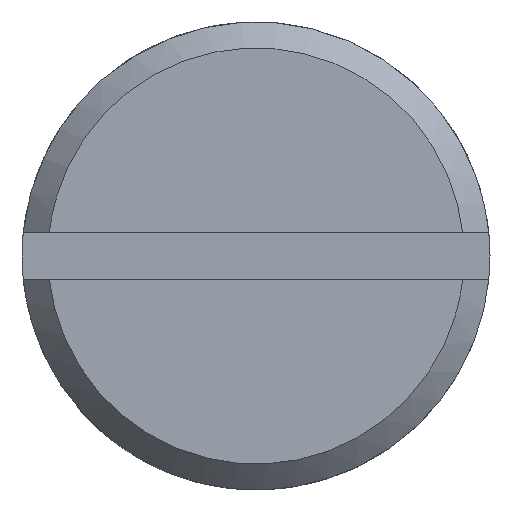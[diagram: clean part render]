
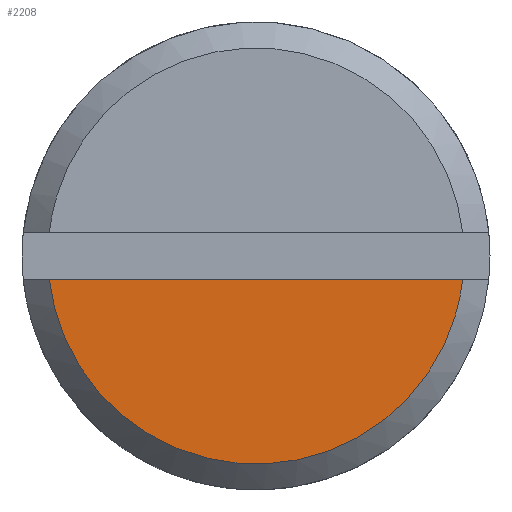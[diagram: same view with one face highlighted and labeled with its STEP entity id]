
A CAD part, front view. The second image highlights one B-rep face of the part: STEP entity #2208.
In plain terms, the highlighted free-form (B-spline) face has degree [1, 1] with [2, 2] control points.
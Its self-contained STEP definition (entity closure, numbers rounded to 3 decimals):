
#1981=CARTESIAN_POINT('',(-12.0,7.949,-0.9));
#1982=VERTEX_POINT('',#1981);
#1990=CARTESIAN_POINT('',(-12.0,-7.949,-0.9));
#1991=VERTEX_POINT('',#1990);
#1992=CARTESIAN_POINT('',(-12.0,7.949,-0.9));
#1993=CARTESIAN_POINT('',(-12.0,-7.949,-0.9));
#1994=QUASI_UNIFORM_CURVE('',1,(#1992,#1993),.UNSPECIFIED.,.F.,.U.);
#1995=EDGE_CURVE('',#1982,#1991,#1994,.T.);
#2139=CARTESIAN_POINT('',(-12.0,7.949,-0.9));
#2140=CARTESIAN_POINT('',(-12.0,7.145,-8.));
#2141=CARTESIAN_POINT('',(-12.0,0.0,-8.));
#2142=CARTESIAN_POINT('',(-12.0,-7.145,-8.));
#2143=CARTESIAN_POINT('',(-12.0,-7.949,-0.9));
#2151=(BOUNDED_CURVE()B_SPLINE_CURVE(2,(#2139,#2140,#2141,#2142,#2143),.UNSPECIFIED.,.F.,.U.)B_SPLINE_CURVE_WITH_KNOTS((3,2,3),(0.0,0.5,1.0),.UNSPECIFIED.)CURVE()GEOMETRIC_REPRESENTATION_ITEM()RATIONAL_B_SPLINE_CURVE((1.0,0.746,1.0,0.746,1.0))REPRESENTATION_ITEM(''));
#2152=EDGE_CURVE('',#1982,#1991,#2151,.T.);
#2199=CARTESIAN_POINT('',(-12.0,-8.743,-8.355));
#2200=CARTESIAN_POINT('',(-12.0,8.743,-8.355));
#2201=CARTESIAN_POINT('',(-12.0,-8.743,-0.545));
#2202=CARTESIAN_POINT('',(-12.0,8.743,-0.545));
#2203=B_SPLINE_SURFACE_WITH_KNOTS('',1,1,((#2199,#2201),(#2200,#2202)),.UNSPECIFIED.,.F.,.F.,.U.,(2,2),(2,2),(0.0,17.487),(0.0,7.809),.UNSPECIFIED.);
#2204=ORIENTED_EDGE('',*,*,#1995,.F.);
#2205=ORIENTED_EDGE('',*,*,#2152,.T.);
#2206=EDGE_LOOP('',(#2204,#2205));
#2207=FACE_OUTER_BOUND('',#2206,.T.);
#2208=ADVANCED_FACE('',(#2207),#2203,.F.);
